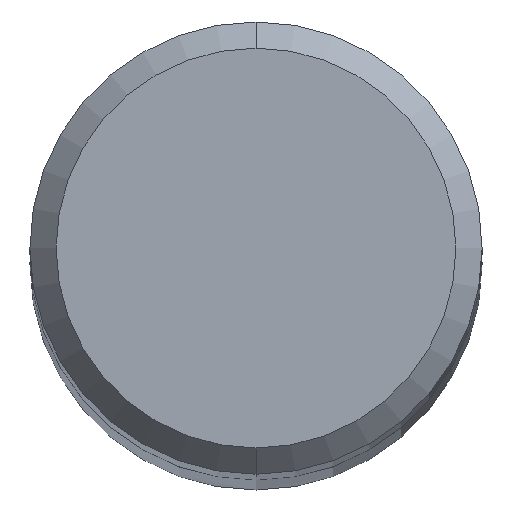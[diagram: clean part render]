
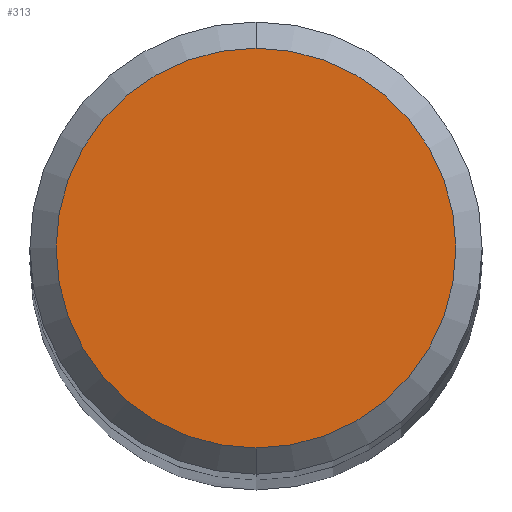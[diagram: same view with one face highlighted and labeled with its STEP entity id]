
A CAD part, top view. The second image highlights one B-rep face of the part: STEP entity #313.
In plain terms, the highlighted planar face has unit normal (0, 0, 1).
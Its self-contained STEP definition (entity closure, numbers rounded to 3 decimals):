
#207=VERTEX_POINT('',#470);
#211=EDGE_CURVE('',#207,#319,#475,.T.);
#235=EDGE_CURVE('',#319,#207,#501,.T.);
#313=ADVANCED_FACE('',(#590),#591,.T.);
#319=VERTEX_POINT('',#597);
#470=CARTESIAN_POINT('',(0.,-3.05,48.0));
#475=CIRCLE('',#806,3.05);
#501=CIRCLE('',#875,3.05);
#590=FACE_OUTER_BOUND('',#1114,.T.);
#591=PLANE('',#1115);
#597=CARTESIAN_POINT('',(0.0,3.05,48.0));
#806=AXIS2_PLACEMENT_3D('',#1330,#1331,#1332);
#875=AXIS2_PLACEMENT_3D('',#1362,#1363,#1364);
#1114=EDGE_LOOP('',(#1487,#1488));
#1115=AXIS2_PLACEMENT_3D('',#1489,#1490,#1491);
#1330=CARTESIAN_POINT('',(0.0,0.0,48.0));
#1331=DIRECTION('',(0.0,0.0,-1.0));
#1332=DIRECTION('',(0.0,1.0,0.0));
#1362=CARTESIAN_POINT('',(0.0,0.0,48.0));
#1363=DIRECTION('',(0.0,0.0,-1.0));
#1364=DIRECTION('',(0.0,1.0,0.0));
#1487=ORIENTED_EDGE('',*,*,#235,.F.);
#1488=ORIENTED_EDGE('',*,*,#211,.F.);
#1489=CARTESIAN_POINT('',(0.0,1.525,48.0));
#1490=DIRECTION('',(0.0,0.0,1.0));
#1491=DIRECTION('',(0.0,-1.0,0.0));
